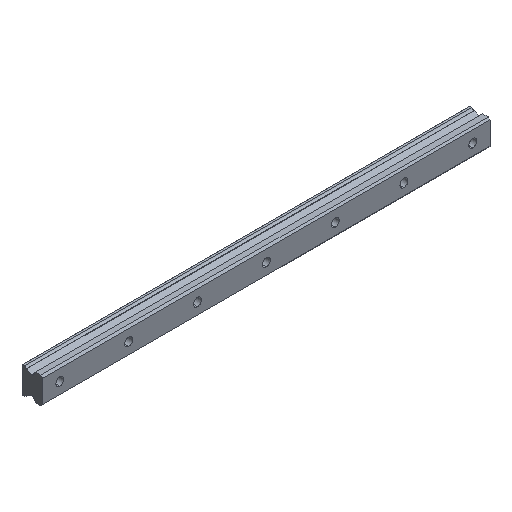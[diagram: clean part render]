
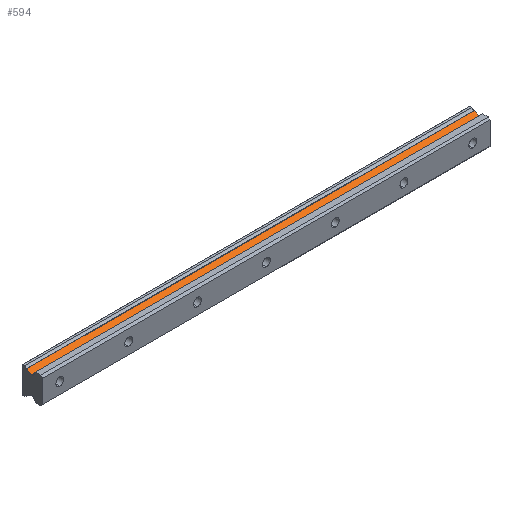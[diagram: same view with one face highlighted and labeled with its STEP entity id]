
A CAD part, isometric view. The second image highlights one B-rep face of the part: STEP entity #594.
In plain terms, the highlighted planar face has unit normal (0, -0.499, 0.867).
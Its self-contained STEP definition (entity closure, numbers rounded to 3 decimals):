
#26 = LINE ( 'NONE', #1090, #418 ) ;
#51 = DIRECTION ( 'NONE',  ( 0., 0.499, -0.866 ) ) ;
#229 = VERTEX_POINT ( 'NONE', #1737 ) ;
#243 = LINE ( 'NONE', #874, #1983 ) ;
#351 = ORIENTED_EDGE ( 'NONE', *, *, #1979, .F. ) ;
#366 = CARTESIAN_POINT ( 'NONE',  ( 375., 13.68, 10.315 ) ) ;
#418 = VECTOR ( 'NONE', #630, 1000. ) ;
#443 = PLANE ( 'NONE',  #1753 ) ;
#448 = CARTESIAN_POINT ( 'NONE',  ( 375., 13.68, 10.315 ) ) ;
#478 = CARTESIAN_POINT ( 'NONE',  ( 375., 13.68, 10.315 ) ) ;
#487 = CARTESIAN_POINT ( 'NONE',  ( -15., 9.514, 7.915 ) ) ;
#528 = ORIENTED_EDGE ( 'NONE', *, *, #577, .F. ) ;
#577 = EDGE_CURVE ( 'NONE', #705, #229, #1853, .T. ) ;
#585 = VERTEX_POINT ( 'NONE', #1198 ) ;
#594 = ADVANCED_FACE ( 'NONE', ( #1820 ), #443, .F. ) ;
#597 = VERTEX_POINT ( 'NONE', #487 ) ;
#630 = DIRECTION ( 'NONE',  ( -1., 0., 0. ) ) ;
#686 = DIRECTION ( 'NONE',  ( 0., -0.866, -0.499 ) ) ;
#705 = VERTEX_POINT ( 'NONE', #448 ) ;
#874 = CARTESIAN_POINT ( 'NONE',  ( 375., 13.68, 10.315 ) ) ;
#922 = ORIENTED_EDGE ( 'NONE', *, *, #1461, .F. ) ;
#1090 = CARTESIAN_POINT ( 'NONE',  ( 375., 9.514, 7.915 ) ) ;
#1132 = ORIENTED_EDGE ( 'NONE', *, *, #1896, .T. ) ;
#1198 = CARTESIAN_POINT ( 'NONE',  ( -15., 13.68, 10.315 ) ) ;
#1297 = CARTESIAN_POINT ( 'NONE',  ( -15., 13.68, 10.315 ) ) ;
#1461 = EDGE_CURVE ( 'NONE', #585, #705, #243, .T. ) ;
#1598 = VECTOR ( 'NONE', #686, 1000. ) ;
#1643 = DIRECTION ( 'NONE',  ( 0., -0.866, -0.499 ) ) ;
#1722 = DIRECTION ( 'NONE',  ( 0., 0.866, 0.499 ) ) ;
#1737 = CARTESIAN_POINT ( 'NONE',  ( 375., 9.514, 7.915 ) ) ;
#1753 = AXIS2_PLACEMENT_3D ( 'NONE', #366, #51, #1722 ) ;
#1794 = DIRECTION ( 'NONE',  ( 1., 0., 0. ) ) ;
#1810 = VECTOR ( 'NONE', #1643, 1000. ) ;
#1820 = FACE_OUTER_BOUND ( 'NONE', #1851, .T. ) ;
#1851 = EDGE_LOOP ( 'NONE', ( #351, #528, #922, #1132 ) ) ;
#1853 = LINE ( 'NONE', #478, #1810 ) ;
#1896 = EDGE_CURVE ( 'NONE', #585, #597, #1920, .T. ) ;
#1920 = LINE ( 'NONE', #1297, #1598 ) ;
#1979 = EDGE_CURVE ( 'NONE', #229, #597, #26, .T. ) ;
#1983 = VECTOR ( 'NONE', #1794, 1000. ) ;
